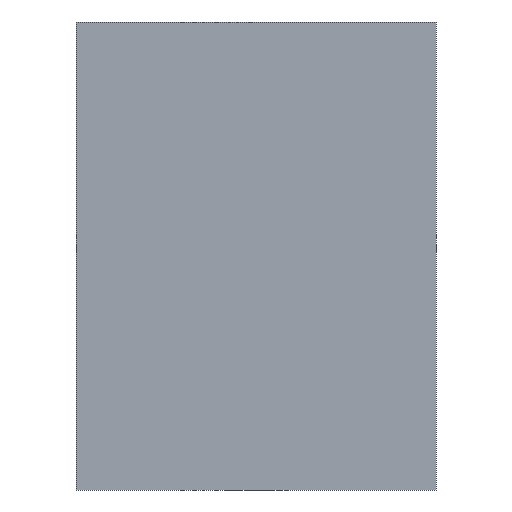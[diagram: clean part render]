
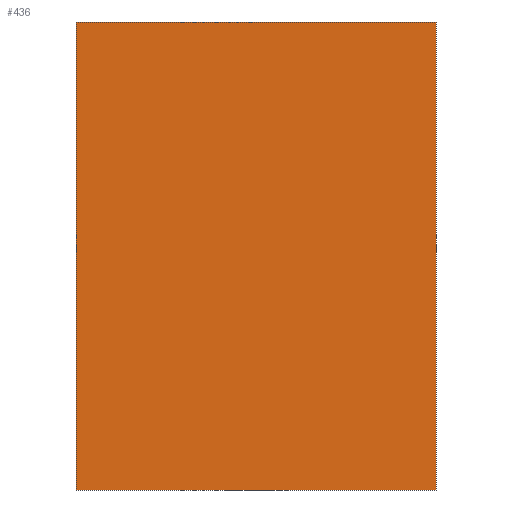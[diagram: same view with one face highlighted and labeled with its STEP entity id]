
A CAD part, front view. The second image highlights one B-rep face of the part: STEP entity #436.
In plain terms, the highlighted planar face has unit normal (0, -1, 0).
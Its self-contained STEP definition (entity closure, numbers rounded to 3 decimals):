
#31=PLANE('',#492);
#52=FACE_OUTER_BOUND('',#76,.T.);
#76=EDGE_LOOP('',(#386,#387,#388,#389));
#117=LINE('',#686,#161);
#123=LINE('',#697,#167);
#130=LINE('',#710,#174);
#139=LINE('',#737,#183);
#161=VECTOR('',#550,10.);
#167=VECTOR('',#558,10.);
#174=VECTOR('',#569,10.);
#183=VECTOR('',#608,10.);
#207=VERTEX_POINT('',#680);
#209=VERTEX_POINT('',#684);
#213=VERTEX_POINT('',#696);
#217=VERTEX_POINT('',#709);
#253=EDGE_CURVE('',#207,#209,#117,.T.);
#259=EDGE_CURVE('',#213,#207,#123,.T.);
#266=EDGE_CURVE('',#213,#217,#130,.T.);
#279=EDGE_CURVE('',#217,#209,#139,.T.);
#386=ORIENTED_EDGE('',*,*,#259,.T.);
#387=ORIENTED_EDGE('',*,*,#253,.T.);
#388=ORIENTED_EDGE('',*,*,#279,.F.);
#389=ORIENTED_EDGE('',*,*,#266,.F.);
#436=ADVANCED_FACE('',(#52),#31,.T.);
#492=AXIS2_PLACEMENT_3D('',#736,#606,#607);
#550=DIRECTION('',(0.,0.,-1.));
#558=DIRECTION('',(-1.,0.,0.));
#569=DIRECTION('',(0.,0.,-1.));
#606=DIRECTION('center_axis',(0.,-1.,0.));
#607=DIRECTION('ref_axis',(1.,0.,0.));
#608=DIRECTION('',(-1.,0.,0.));
#680=CARTESIAN_POINT('',(10.,12.7,52.));
#684=CARTESIAN_POINT('',(10.,12.7,0.));
#686=CARTESIAN_POINT('',(10.,12.7,0.));
#696=CARTESIAN_POINT('',(50.,12.7,52.));
#697=CARTESIAN_POINT('',(20.,12.7,52.));
#709=CARTESIAN_POINT('',(50.,12.7,0.));
#710=CARTESIAN_POINT('',(50.,12.7,0.));
#736=CARTESIAN_POINT('Origin',(10.,12.7,0.));
#737=CARTESIAN_POINT('',(20.,12.7,0.));
